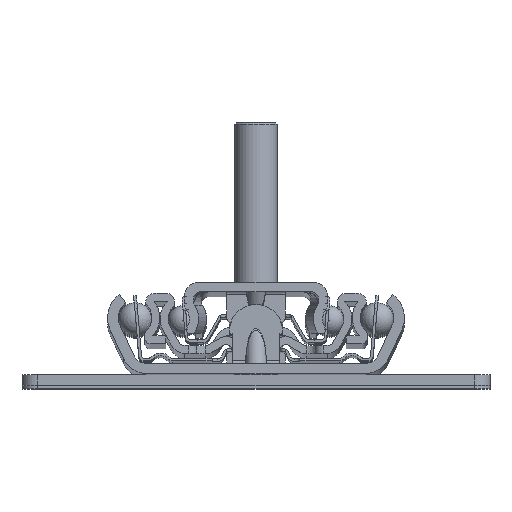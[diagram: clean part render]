
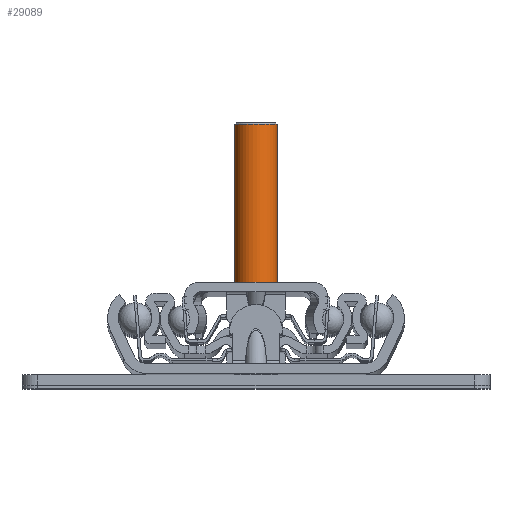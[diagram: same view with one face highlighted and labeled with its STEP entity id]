
A CAD part, top view. The second image highlights one B-rep face of the part: STEP entity #29089.
In plain terms, the highlighted cylindrical face has radius 4 mm (diameter 8 mm), a full revolution.
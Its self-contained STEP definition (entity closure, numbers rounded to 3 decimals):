
#6493=CYLINDRICAL_SURFACE('',#32075,4.);
#6778=FACE_BOUND('',#9972,.T.);
#8241=FACE_OUTER_BOUND('',#9971,.T.);
#9971=EDGE_LOOP('',(#26833));
#9972=EDGE_LOOP('',(#26834));
#11387=CIRCLE('',#32073,4.);
#11389=CIRCLE('',#32076,4.);
#14231=VERTEX_POINT('',#49907);
#14233=VERTEX_POINT('',#49912);
#18433=EDGE_CURVE('',#14231,#14231,#11387,.T.);
#18435=EDGE_CURVE('',#14233,#14233,#11389,.T.);
#26833=ORIENTED_EDGE('',*,*,#18435,.F.);
#26834=ORIENTED_EDGE('',*,*,#18433,.T.);
#29089=ADVANCED_FACE('',(#8241,#6778),#6493,.T.);
#32073=AXIS2_PLACEMENT_3D('',#49908,#40730,#40731);
#32075=AXIS2_PLACEMENT_3D('',#49911,#40734,#40735);
#32076=AXIS2_PLACEMENT_3D('',#49913,#40736,#40737);
#40730=DIRECTION('center_axis',(0.,-1.,0.));
#40731=DIRECTION('ref_axis',(1.,0.,0.));
#40734=DIRECTION('center_axis',(0.,-1.,0.));
#40735=DIRECTION('ref_axis',(1.,0.,0.));
#40736=DIRECTION('center_axis',(0.,-1.,0.));
#40737=DIRECTION('ref_axis',(1.,0.,0.));
#49907=CARTESIAN_POINT('',(4.,-0.3,0.));
#49908=CARTESIAN_POINT('Origin',(0.,-0.3,
0.));
#49911=CARTESIAN_POINT('Origin',(0.,-15.15,0.));
#49912=CARTESIAN_POINT('',(4.,-30.,0.));
#49913=CARTESIAN_POINT('Origin',(0.,-30.,0.));
